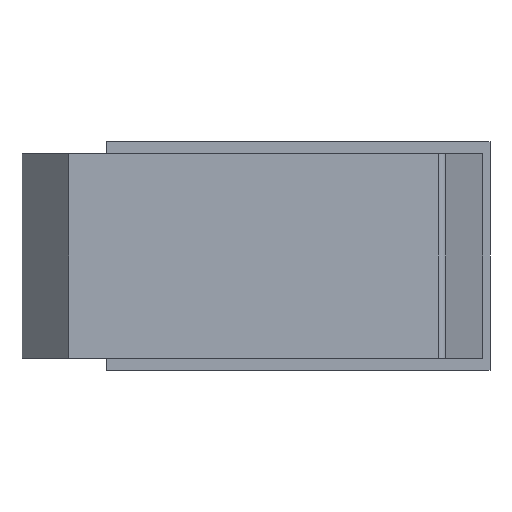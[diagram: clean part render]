
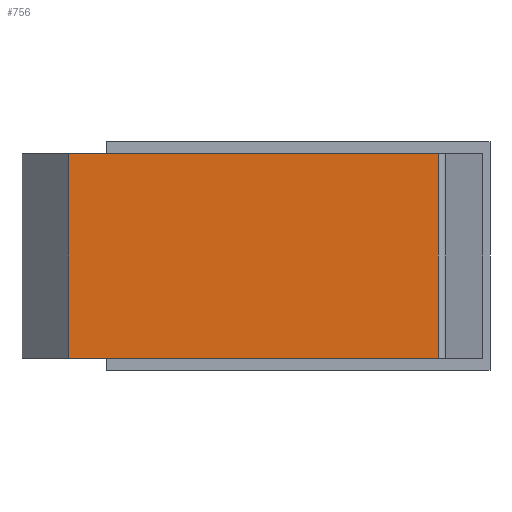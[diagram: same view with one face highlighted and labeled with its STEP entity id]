
A CAD part, front view. The second image highlights one B-rep face of the part: STEP entity #756.
In plain terms, the highlighted planar face has unit normal (0, -1, 0).
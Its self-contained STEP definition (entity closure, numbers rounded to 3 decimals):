
#91=ORIENTED_EDGE('',*,*,#299,.T.);
#92=ORIENTED_EDGE('',*,*,#300,.T.);
#93=ORIENTED_EDGE('',*,*,#301,.F.);
#94=ORIENTED_EDGE('',*,*,#287,.F.);
#287=EDGE_CURVE('',#391,#392,#461,.T.);
#299=EDGE_CURVE('',#391,#401,#471,.T.);
#300=EDGE_CURVE('',#401,#402,#472,.T.);
#301=EDGE_CURVE('',#392,#402,#473,.T.);
#391=VERTEX_POINT('',#1127);
#392=VERTEX_POINT('',#1129);
#401=VERTEX_POINT('',#1152);
#402=VERTEX_POINT('',#1156);
#461=LINE('',#1128,#554);
#471=LINE('',#1153,#564);
#472=LINE('',#1155,#565);
#473=LINE('',#1157,#566);
#554=VECTOR('',#903,1000.);
#564=VECTOR('',#923,1000.);
#565=VECTOR('',#926,1000.);
#566=VECTOR('',#927,1000.);
#631=EDGE_LOOP('',(#91,#92,#93,#94));
#677=FACE_BOUND('',#631,.T.);
#721=PLANE('',#817);
#756=ADVANCED_FACE('',(#677),#721,.F.);
#817=AXIS2_PLACEMENT_3D('',#1154,#924,#925);
#903=DIRECTION('',(1.,0.,0.));
#923=DIRECTION('',(0.,0.,-1.));
#924=DIRECTION('',(0.,1.,0.));
#925=DIRECTION('',(0.,0.,1.));
#926=DIRECTION('',(1.,0.,0.));
#927=DIRECTION('',(0.,0.,-1.));
#1127=CARTESIAN_POINT('',(-28.1,-14.,12.5));
#1128=CARTESIAN_POINT('',(-28.9,-14.,12.5));
#1129=CARTESIAN_POINT('',(17.166,-14.,12.5));
#1152=CARTESIAN_POINT('',(-28.1,-14.,-12.5));
#1153=CARTESIAN_POINT('',(-28.1,-14.,14.));
#1154=CARTESIAN_POINT('',(-28.1,-14.,14.));
#1155=CARTESIAN_POINT('',(-28.1,-14.,-12.5));
#1156=CARTESIAN_POINT('',(17.166,-14.,-12.5));
#1157=CARTESIAN_POINT('',(17.166,-14.,14.));
